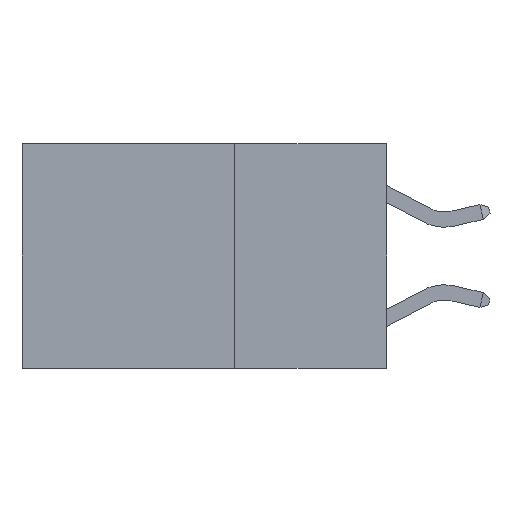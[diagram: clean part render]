
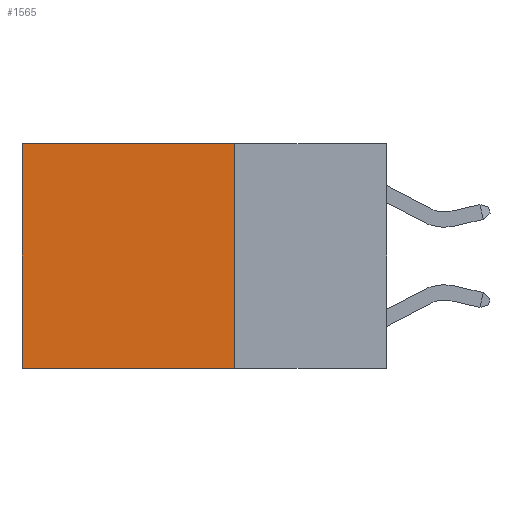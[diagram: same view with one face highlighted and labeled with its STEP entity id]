
A CAD part, left-side view. The second image highlights one B-rep face of the part: STEP entity #1565.
In plain terms, the highlighted planar face has unit normal (-1, 0, 0).
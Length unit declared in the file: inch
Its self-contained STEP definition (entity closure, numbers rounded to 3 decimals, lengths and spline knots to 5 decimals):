
#415 = EDGE_CURVE ( 'NONE', #1706, #5615, #6214, .T. ) ;
#559 = CARTESIAN_POINT ( 'NONE',  ( 0.2625, 0.25, 0. ) ) ;
#1565 = ADVANCED_FACE ( 'NONE', ( #8043 ), #7250, .F. ) ;
#1641 = LINE ( 'NONE', #1820, #6905 ) ;
#1706 = VERTEX_POINT ( 'NONE', #5036 ) ;
#1820 = CARTESIAN_POINT ( 'NONE',  ( 0.2625, 0.25, 0. ) ) ;
#1860 = ORIENTED_EDGE ( 'NONE', *, *, #8136, .T. ) ;
#1925 = ORIENTED_EDGE ( 'NONE', *, *, #415, .F. ) ;
#2059 = ORIENTED_EDGE ( 'NONE', *, *, #6246, .F. ) ;
#2114 = ORIENTED_EDGE ( 'NONE', *, *, #5639, .T. ) ;
#2341 = DIRECTION ( 'NONE',  ( 0., 0., -1. ) ) ;
#2423 = CARTESIAN_POINT ( 'NONE',  ( 0.2625, 0.25, -0.37 ) ) ;
#2588 = CARTESIAN_POINT ( 'NONE',  ( 0.2625, 0.6, -0.37 ) ) ;
#2992 = VECTOR ( 'NONE', #2341, 39.37008 ) ;
#4491 = AXIS2_PLACEMENT_3D ( 'NONE', #8529, #6634, #6503 ) ;
#4547 = CARTESIAN_POINT ( 'NONE',  ( 0.2625, 0.6, 0. ) ) ;
#4651 = LINE ( 'NONE', #559, #2992 ) ;
#4761 = CARTESIAN_POINT ( 'NONE',  ( 0.2625, 0.6, 0. ) ) ;
#5036 = CARTESIAN_POINT ( 'NONE',  ( 0.2625, 0.25, -0.37 ) ) ;
#5064 = EDGE_LOOP ( 'NONE', ( #1860, #1925, #2059, #2114 ) ) ;
#5408 = LINE ( 'NONE', #4761, #5621 ) ;
#5615 = VERTEX_POINT ( 'NONE', #2588 ) ;
#5621 = VECTOR ( 'NONE', #5966, 39.37008 ) ;
#5639 = EDGE_CURVE ( 'NONE', #9154, #8732, #1641, .T. ) ;
#5966 = DIRECTION ( 'NONE',  ( 0., 0., -1. ) ) ;
#6214 = LINE ( 'NONE', #2423, #8041 ) ;
#6246 = EDGE_CURVE ( 'NONE', #9154, #1706, #4651, .T. ) ;
#6503 = DIRECTION ( 'NONE',  ( 0., 0., -1. ) ) ;
#6634 = DIRECTION ( 'NONE',  ( 1., 0., 0. ) ) ;
#6905 = VECTOR ( 'NONE', #8150, 39.37008 ) ;
#6940 = DIRECTION ( 'NONE',  ( 0., 1., 0. ) ) ;
#7250 = PLANE ( 'NONE',  #4491 ) ;
#7646 = CARTESIAN_POINT ( 'NONE',  ( 0.2625, 0.25, 0. ) ) ;
#8041 = VECTOR ( 'NONE', #6940, 39.37008 ) ;
#8043 = FACE_OUTER_BOUND ( 'NONE', #5064, .T. ) ;
#8136 = EDGE_CURVE ( 'NONE', #8732, #5615, #5408, .T. ) ;
#8150 = DIRECTION ( 'NONE',  ( 0., 1., 0. ) ) ;
#8529 = CARTESIAN_POINT ( 'NONE',  ( 0.2625, 0.25, 0. ) ) ;
#8732 = VERTEX_POINT ( 'NONE', #4547 ) ;
#9154 = VERTEX_POINT ( 'NONE', #7646 ) ;
